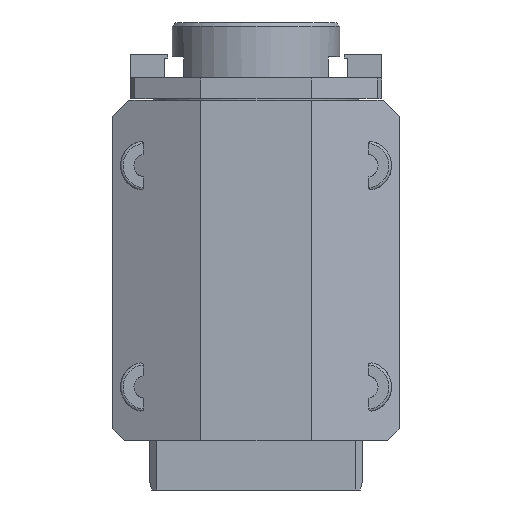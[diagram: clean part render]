
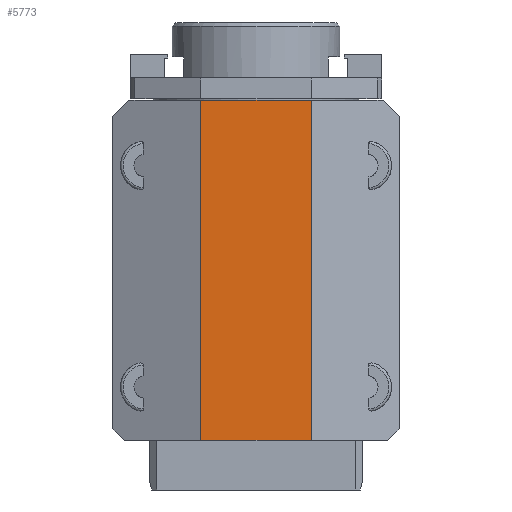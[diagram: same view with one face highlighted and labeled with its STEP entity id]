
A CAD part, left-side view. The second image highlights one B-rep face of the part: STEP entity #5773.
In plain terms, the highlighted planar face has unit normal (-1, 0, 0).
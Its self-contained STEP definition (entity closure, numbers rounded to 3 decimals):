
#1388=DIRECTION('',(0.,0.,1.));
#1389=VECTOR('',#1388,89.2);
#1390=CARTESIAN_POINT('',(-94.,14.5,-43.));
#1391=LINE('',#1390,#1389);
#1392=DIRECTION('',(0.,-1.,0.));
#1393=VECTOR('',#1392,29.);
#1394=CARTESIAN_POINT('',(-94.,14.5,46.2));
#1395=LINE('',#1394,#1393);
#1396=DIRECTION('',(0.,0.,1.));
#1397=VECTOR('',#1396,89.2);
#1398=CARTESIAN_POINT('',(-94.,-14.5,-43.));
#1399=LINE('',#1398,#1397);
#1400=DIRECTION('',(0.,1.,0.));
#1401=VECTOR('',#1400,29.);
#1402=CARTESIAN_POINT('',(-94.,-14.5,-43.));
#1403=LINE('',#1402,#1401);
#3959=CARTESIAN_POINT('',(-94.,14.5,-43.));
#3960=CARTESIAN_POINT('',(-94.,14.5,46.2));
#3961=VERTEX_POINT('',#3959);
#3962=VERTEX_POINT('',#3960);
#3963=CARTESIAN_POINT('',(-94.,-14.5,-43.));
#3964=CARTESIAN_POINT('',(-94.,-14.5,46.2));
#3965=VERTEX_POINT('',#3963);
#3966=VERTEX_POINT('',#3964);
#5762=CARTESIAN_POINT('',(-94.,0.,0.));
#5763=DIRECTION('',(1.,0.,0.));
#5764=DIRECTION('',(0.,1.,0.));
#5765=AXIS2_PLACEMENT_3D('',#5762,#5763,#5764);
#5766=PLANE('',#5765);
#5767=ORIENTED_EDGE('',*,*,#5694,.T.);
#5768=ORIENTED_EDGE('',*,*,#5749,.T.);
#5769=ORIENTED_EDGE('',*,*,#5412,.F.);
#5770=ORIENTED_EDGE('',*,*,#5513,.T.);
#5771=EDGE_LOOP('',(#5767,#5768,#5769,#5770));
#5772=FACE_OUTER_BOUND('',#5771,.F.);
#5773=ADVANCED_FACE('',(#5772),#5766,.F.);
#5412=EDGE_CURVE('',#3965,#3966,#1399,.T.);
#5513=EDGE_CURVE('',#3965,#3961,#1403,.T.);
#5694=EDGE_CURVE('',#3961,#3962,#1391,.T.);
#5749=EDGE_CURVE('',#3962,#3966,#1395,.T.);
